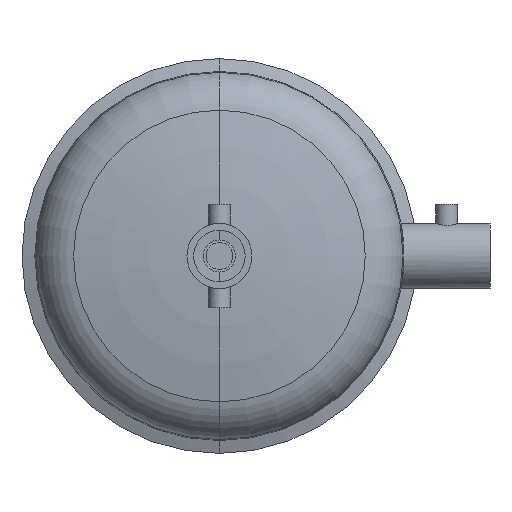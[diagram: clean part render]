
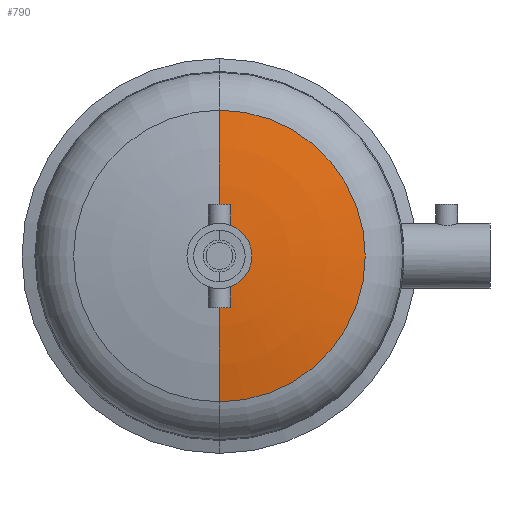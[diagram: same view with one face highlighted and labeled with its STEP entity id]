
A CAD part, front view. The second image highlights one B-rep face of the part: STEP entity #790.
In plain terms, the highlighted toroidal (fillet/blend) face has major radius 2.05 mm and minor radius 508 mm.
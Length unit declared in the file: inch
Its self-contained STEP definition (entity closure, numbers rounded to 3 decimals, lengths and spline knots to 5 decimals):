
#118 = AXIS2_PLACEMENT_3D ( 'NONE', #4391, #4380, #4348 ) ;
#201 = CIRCLE ( 'NONE', #4048, 20. ) ;
#229 = DIRECTION ( 'NONE',  ( 0., 0., -1. ) ) ;
#583 = CARTESIAN_POINT ( 'NONE',  ( 0., 2.92001, 4.24705 ) ) ;
#719 = ORIENTED_EDGE ( 'NONE', *, *, #4347, .T. ) ;
#790 = ADVANCED_FACE ( 'NONE', ( #3216 ), #1585, .T. ) ;
#849 = VERTEX_POINT ( 'NONE', #583 ) ;
#858 = DIRECTION ( 'NONE',  ( 1., 0., 0. ) ) ;
#1031 = EDGE_LOOP ( 'NONE', ( #719, #3897, #1643, #2860 ) ) ;
#1194 = CARTESIAN_POINT ( 'NONE',  ( 0., 2.5, 0.94685 ) ) ;
#1315 = CARTESIAN_POINT ( 'NONE',  ( 0., 22.48124, -0.08071 ) ) ;
#1370 = DIRECTION ( 'NONE',  ( 0., 0., -1. ) ) ;
#1489 = AXIS2_PLACEMENT_3D ( 'NONE', #3150, #2834, #1370 ) ;
#1565 = CARTESIAN_POINT ( 'NONE',  ( 0., 22.48124, 0.08071 ) ) ;
#1585 = TOROIDAL_SURFACE ( 'NONE', #118, 0.08071, 20. ) ;
#1643 = ORIENTED_EDGE ( 'NONE', *, *, #3534, .F. ) ;
#1712 = AXIS2_PLACEMENT_3D ( 'NONE', #1315, #3084, #2434 ) ;
#1916 = DIRECTION ( 'NONE',  ( 0., 0., -1. ) ) ;
#2253 = EDGE_CURVE ( 'NONE', #3494, #3331, #2377, .T. ) ;
#2377 = CIRCLE ( 'NONE', #1712, 20. ) ;
#2434 = DIRECTION ( 'NONE',  ( 0., 0., 1. ) ) ;
#2834 = DIRECTION ( 'NONE',  ( 0., -1., 0. ) ) ;
#2860 = ORIENTED_EDGE ( 'NONE', *, *, #2253, .F. ) ;
#3044 = DIRECTION ( 'NONE',  ( 0., -1., 0. ) ) ;
#3057 = CARTESIAN_POINT ( 'NONE',  ( 0., 2.92001, -4.24705 ) ) ;
#3084 = DIRECTION ( 'NONE',  ( -1., 0., 0. ) ) ;
#3150 = CARTESIAN_POINT ( 'NONE',  ( 0., 2.92001, 0. ) ) ;
#3216 = FACE_OUTER_BOUND ( 'NONE', #1031, .T. ) ;
#3331 = VERTEX_POINT ( 'NONE', #4080 ) ;
#3379 = CARTESIAN_POINT ( 'NONE',  ( 0., 2.5, 0. ) ) ;
#3462 = AXIS2_PLACEMENT_3D ( 'NONE', #3379, #3044, #229 ) ;
#3494 = VERTEX_POINT ( 'NONE', #3057 ) ;
#3534 = EDGE_CURVE ( 'NONE', #3331, #3663, #4399, .T. ) ;
#3663 = VERTEX_POINT ( 'NONE', #1194 ) ;
#3897 = ORIENTED_EDGE ( 'NONE', *, *, #3999, .T. ) ;
#3999 = EDGE_CURVE ( 'NONE', #849, #3663, #201, .T. ) ;
#4048 = AXIS2_PLACEMENT_3D ( 'NONE', #1565, #858, #1916 ) ;
#4058 = CIRCLE ( 'NONE', #1489, 4.24705 ) ;
#4080 = CARTESIAN_POINT ( 'NONE',  ( 0., 2.5, -0.94685 ) ) ;
#4347 = EDGE_CURVE ( 'NONE', #3494, #849, #4058, .T. ) ;
#4348 = DIRECTION ( 'NONE',  ( 0., 0., -1. ) ) ;
#4380 = DIRECTION ( 'NONE',  ( 0., -1., 0. ) ) ;
#4391 = CARTESIAN_POINT ( 'NONE',  ( 0., 22.48124, 0. ) ) ;
#4399 = CIRCLE ( 'NONE', #3462, 0.94685 ) ;
